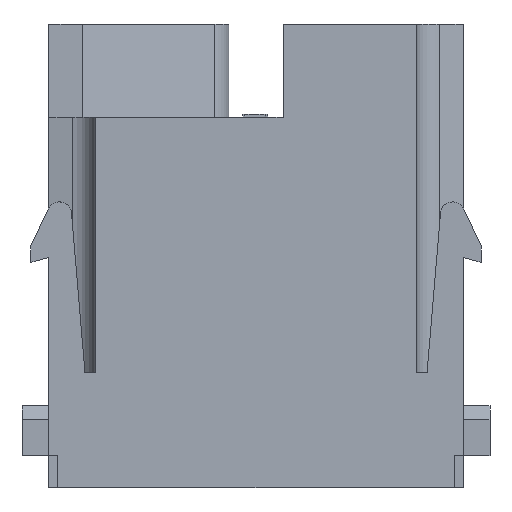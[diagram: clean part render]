
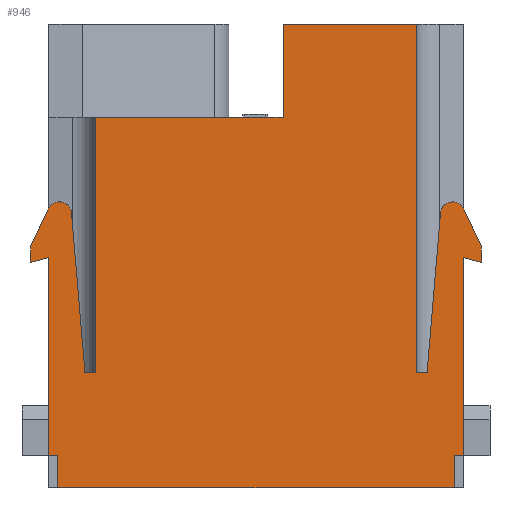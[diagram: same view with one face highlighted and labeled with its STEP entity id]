
A CAD part, left-side view. The second image highlights one B-rep face of the part: STEP entity #946.
In plain terms, the highlighted planar face has unit normal (-1, 0, 0).
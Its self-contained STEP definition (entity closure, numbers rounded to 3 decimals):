
#669=FACE_OUTER_BOUND('',#1644,.T.);
#946=ADVANCED_FACE('',(#669),#1236,.T.);
#1236=PLANE('',#6302);
#1644=EDGE_LOOP('',(#3384,#3385,#3386,#3387,#3388,#3389,#3390,#3391,#3392,
#3393,#3394,#3395,#3396,#3397,#3398,#3399,#3400,#3401,#3402,#3403,#3404,
#3405,#3406,#3407,#3408,#3409));
#1962=LINE('',#8035,#2566);
#2053=LINE('',#8449,#2657);
#2086=LINE('',#8663,#2690);
#2097=LINE('',#8685,#2701);
#2098=LINE('',#8688,#2702);
#2099=LINE('',#8690,#2703);
#2100=LINE('',#8692,#2704);
#2101=LINE('',#8693,#2705);
#2102=LINE('',#8695,#2706);
#2103=LINE('',#8697,#2707);
#2104=LINE('',#8703,#2708);
#2105=LINE('',#8705,#2709);
#2106=LINE('',#8707,#2710);
#2107=LINE('',#8709,#2711);
#2108=LINE('',#8711,#2712);
#2109=LINE('',#8712,#2713);
#2110=LINE('',#8714,#2714);
#2111=LINE('',#8716,#2715);
#2112=LINE('',#8722,#2716);
#2113=LINE('',#8724,#2717);
#2114=LINE('',#8726,#2718);
#2115=LINE('',#8727,#2719);
#2566=VECTOR('',#6657,1.);
#2657=VECTOR('',#6788,1.);
#2690=VECTOR('',#6839,1.);
#2701=VECTOR('',#6852,1.);
#2702=VECTOR('',#6853,1.);
#2703=VECTOR('',#6854,1.);
#2704=VECTOR('',#6855,1.);
#2705=VECTOR('',#6856,1.);
#2706=VECTOR('',#6857,1.);
#2707=VECTOR('',#6858,1.);
#2708=VECTOR('',#6863,1.);
#2709=VECTOR('',#6864,1.);
#2710=VECTOR('',#6865,1.);
#2711=VECTOR('',#6866,1.);
#2712=VECTOR('',#6867,1.);
#2713=VECTOR('',#6868,1.);
#2714=VECTOR('',#6869,1.);
#2715=VECTOR('',#6870,1.);
#2716=VECTOR('',#6875,1.);
#2717=VECTOR('',#6876,1.);
#2718=VECTOR('',#6877,1.);
#2719=VECTOR('',#6878,1.);
#3384=ORIENTED_EDGE('',*,*,#5490,.T.);
#3385=ORIENTED_EDGE('',*,*,#5491,.F.);
#3386=ORIENTED_EDGE('',*,*,#5492,.F.);
#3387=ORIENTED_EDGE('',*,*,#5493,.T.);
#3388=ORIENTED_EDGE('',*,*,#5479,.F.);
#3389=ORIENTED_EDGE('',*,*,#5494,.F.);
#3390=ORIENTED_EDGE('',*,*,#5495,.F.);
#3391=ORIENTED_EDGE('',*,*,#5496,.F.);
#3392=ORIENTED_EDGE('',*,*,#5497,.F.);
#3393=ORIENTED_EDGE('',*,*,#5498,.F.);
#3394=ORIENTED_EDGE('',*,*,#5499,.F.);
#3395=ORIENTED_EDGE('',*,*,#5500,.F.);
#3396=ORIENTED_EDGE('',*,*,#5501,.T.);
#3397=ORIENTED_EDGE('',*,*,#5502,.T.);
#3398=ORIENTED_EDGE('',*,*,#5503,.F.);
#3399=ORIENTED_EDGE('',*,*,#5421,.T.);
#3400=ORIENTED_EDGE('',*,*,#5504,.F.);
#3401=ORIENTED_EDGE('',*,*,#5505,.F.);
#3402=ORIENTED_EDGE('',*,*,#5506,.T.);
#3403=ORIENTED_EDGE('',*,*,#5507,.T.);
#3404=ORIENTED_EDGE('',*,*,#5508,.T.);
#3405=ORIENTED_EDGE('',*,*,#5509,.T.);
#3406=ORIENTED_EDGE('',*,*,#5510,.T.);
#3407=ORIENTED_EDGE('',*,*,#5511,.T.);
#3408=ORIENTED_EDGE('',*,*,#5297,.T.);
#3409=ORIENTED_EDGE('',*,*,#5512,.F.);
#4767=VERTEX_POINT('',#8034);
#4768=VERTEX_POINT('',#8036);
#4889=VERTEX_POINT('',#8448);
#4890=VERTEX_POINT('',#8450);
#4945=VERTEX_POINT('',#8662);
#4946=VERTEX_POINT('',#8664);
#4956=VERTEX_POINT('',#8686);
#4957=VERTEX_POINT('',#8687);
#4958=VERTEX_POINT('',#8689);
#4959=VERTEX_POINT('',#8691);
#4960=VERTEX_POINT('',#8694);
#4961=VERTEX_POINT('',#8696);
#4962=VERTEX_POINT('',#8698);
#4963=VERTEX_POINT('',#8700);
#4964=VERTEX_POINT('',#8702);
#4965=VERTEX_POINT('',#8704);
#4966=VERTEX_POINT('',#8706);
#4967=VERTEX_POINT('',#8708);
#4968=VERTEX_POINT('',#8710);
#4969=VERTEX_POINT('',#8713);
#4970=VERTEX_POINT('',#8715);
#4971=VERTEX_POINT('',#8717);
#4972=VERTEX_POINT('',#8719);
#4973=VERTEX_POINT('',#8721);
#4974=VERTEX_POINT('',#8723);
#4975=VERTEX_POINT('',#8725);
#5297=EDGE_CURVE('',#4768,#4767,#1962,.T.);
#5421=EDGE_CURVE('',#4890,#4889,#2053,.T.);
#5479=EDGE_CURVE('',#4945,#4946,#2086,.T.);
#5490=EDGE_CURVE('',#4956,#4957,#2097,.T.);
#5491=EDGE_CURVE('',#4958,#4957,#2098,.T.);
#5492=EDGE_CURVE('',#4959,#4958,#2099,.T.);
#5493=EDGE_CURVE('',#4959,#4946,#2100,.T.);
#5494=EDGE_CURVE('',#4960,#4945,#2101,.T.);
#5495=EDGE_CURVE('',#4961,#4960,#2102,.T.);
#5496=EDGE_CURVE('',#4962,#4961,#2103,.T.);
#5497=EDGE_CURVE('',#4963,#4962,#6092,.T.);
#5498=EDGE_CURVE('',#4964,#4963,#6093,.T.);
#5499=EDGE_CURVE('',#4965,#4964,#2104,.T.);
#5500=EDGE_CURVE('',#4966,#4965,#2105,.T.);
#5501=EDGE_CURVE('',#4966,#4967,#2106,.T.);
#5502=EDGE_CURVE('',#4967,#4968,#2107,.T.);
#5503=EDGE_CURVE('',#4890,#4968,#2108,.T.);
#5504=EDGE_CURVE('',#4969,#4889,#2109,.T.);
#5505=EDGE_CURVE('',#4970,#4969,#2110,.T.);
#5506=EDGE_CURVE('',#4970,#4971,#2111,.T.);
#5507=EDGE_CURVE('',#4971,#4972,#6094,.T.);
#5508=EDGE_CURVE('',#4972,#4973,#6095,.T.);
#5509=EDGE_CURVE('',#4973,#4974,#2112,.T.);
#5510=EDGE_CURVE('',#4974,#4975,#2113,.T.);
#5511=EDGE_CURVE('',#4975,#4768,#2114,.T.);
#5512=EDGE_CURVE('',#4956,#4767,#2115,.T.);
#6092=CIRCLE('',#6298,0.9);
#6093=CIRCLE('',#6299,0.9);
#6094=CIRCLE('',#6300,0.9);
#6095=CIRCLE('',#6301,0.9);
#6298=AXIS2_PLACEMENT_3D('',#8699,#6859,#6860);
#6299=AXIS2_PLACEMENT_3D('',#8701,#6861,#6862);
#6300=AXIS2_PLACEMENT_3D('',#8718,#6871,#6872);
#6301=AXIS2_PLACEMENT_3D('',#8720,#6873,#6874);
#6302=AXIS2_PLACEMENT_3D('',#8728,#6879,#6880);
#6657=DIRECTION('',(0.,0.,-1.));
#6788=DIRECTION('',(0.,1.,0.));
#6839=DIRECTION('',(0.,0.,-1.));
#6852=DIRECTION('',(0.,0.,-1.));
#6853=DIRECTION('',(0.,1.,0.));
#6854=DIRECTION('',(0.,0.,-1.));
#6855=DIRECTION('',(0.,-1.,0.));
#6856=DIRECTION('',(0.,0.966,0.259));
#6857=DIRECTION('',(0.,0.,-1.));
#6858=DIRECTION('',(0.,-0.423,-0.906));
#6859=DIRECTION('',(1.,0.,0.));
#6860=DIRECTION('',(0.,1.,0.));
#6861=DIRECTION('',(1.,0.,0.));
#6862=DIRECTION('',(0.,1.,0.));
#6863=DIRECTION('',(0.,-0.084,0.996));
#6864=DIRECTION('',(0.,-1.,0.));
#6865=DIRECTION('',(0.,0.,1.));
#6866=DIRECTION('',(0.,1.,0.));
#6867=DIRECTION('',(0.,0.,1.));
#6868=DIRECTION('',(0.,0.,1.));
#6869=DIRECTION('',(0.,-1.,0.));
#6870=DIRECTION('',(0.,0.084,0.996));
#6871=DIRECTION('',(-1.,0.,0.));
#6872=DIRECTION('',(0.,-1.,0.));
#6873=DIRECTION('',(-1.,0.,0.));
#6874=DIRECTION('',(0.,-1.,0.));
#6875=DIRECTION('',(0.,0.423,-0.906));
#6876=DIRECTION('',(0.,0.,-1.));
#6877=DIRECTION('',(0.,-0.966,0.259));
#6878=DIRECTION('',(0.,1.,0.));
#6879=DIRECTION('',(-1.,0.,0.));
#6880=DIRECTION('',(0.,0.,1.));
#8034=CARTESIAN_POINT('',(-7.338,15.15,-15.3));
#8035=CARTESIAN_POINT('',(-7.338,15.15,9.45));
#8036=CARTESIAN_POINT('',(-7.338,15.15,-0.814));
#8448=CARTESIAN_POINT('',(-7.338,11.75,9.45));
#8449=CARTESIAN_POINT('',(-7.338,-15.15,9.45));
#8450=CARTESIAN_POINT('',(-7.338,-1.975,9.45));
#8662=CARTESIAN_POINT('',(-7.338,-15.15,-0.814));
#8663=CARTESIAN_POINT('',(-7.338,-15.15,9.45));
#8664=CARTESIAN_POINT('',(-7.338,-15.15,-15.3));
#8685=CARTESIAN_POINT('',(-7.338,14.475,-15.3));
#8686=CARTESIAN_POINT('',(-7.338,14.475,-15.3));
#8687=CARTESIAN_POINT('',(-7.338,14.475,-17.65));
#8688=CARTESIAN_POINT('',(-7.338,-15.15,-17.65));
#8689=CARTESIAN_POINT('',(-7.338,-14.475,-17.65));
#8690=CARTESIAN_POINT('',(-7.338,-14.475,-15.3));
#8691=CARTESIAN_POINT('',(-7.338,-14.475,-15.3));
#8692=CARTESIAN_POINT('',(-7.338,-14.475,-15.3));
#8693=CARTESIAN_POINT('',(-7.338,-16.45,-1.162));
#8694=CARTESIAN_POINT('',(-7.338,-16.45,-1.162));
#8695=CARTESIAN_POINT('',(-7.338,-16.45,0.038));
#8696=CARTESIAN_POINT('',(-7.338,-16.45,0.038));
#8697=CARTESIAN_POINT('',(-7.338,-15.195,2.73));
#8698=CARTESIAN_POINT('',(-7.338,-15.195,2.73));
#8699=CARTESIAN_POINT('',(-7.338,-14.379,2.35));
#8700=CARTESIAN_POINT('',(-7.338,-14.378,3.25));
#8701=CARTESIAN_POINT('',(-7.338,-14.377,2.35));
#8702=CARTESIAN_POINT('',(-7.338,-13.48,2.425));
#8703=CARTESIAN_POINT('',(-7.338,-12.5,-9.25));
#8704=CARTESIAN_POINT('',(-7.338,-12.5,-9.25));
#8705=CARTESIAN_POINT('',(-7.338,-11.75,-9.25));
#8706=CARTESIAN_POINT('',(-7.338,-11.75,-9.25));
#8707=CARTESIAN_POINT('',(-7.338,-11.75,-9.25));
#8708=CARTESIAN_POINT('',(-7.338,-11.75,16.25));
#8709=CARTESIAN_POINT('',(-7.338,-15.15,16.25));
#8710=CARTESIAN_POINT('',(-7.338,-1.975,16.25));
#8711=CARTESIAN_POINT('',(-7.338,-1.975,16.25));
#8712=CARTESIAN_POINT('',(-7.338,11.75,-9.25));
#8713=CARTESIAN_POINT('',(-7.338,11.75,-9.25));
#8714=CARTESIAN_POINT('',(-7.338,15.15,-9.25));
#8715=CARTESIAN_POINT('',(-7.338,12.5,-9.25));
#8716=CARTESIAN_POINT('',(-7.338,12.5,-9.25));
#8717=CARTESIAN_POINT('',(-7.338,13.48,2.425));
#8718=CARTESIAN_POINT('',(-7.338,14.377,2.35));
#8719=CARTESIAN_POINT('',(-7.338,14.378,3.25));
#8720=CARTESIAN_POINT('',(-7.338,14.379,2.35));
#8721=CARTESIAN_POINT('',(-7.338,15.195,2.73));
#8722=CARTESIAN_POINT('',(-7.338,15.195,2.73));
#8723=CARTESIAN_POINT('',(-7.338,16.45,0.038));
#8724=CARTESIAN_POINT('',(-7.338,16.45,0.038));
#8725=CARTESIAN_POINT('',(-7.338,16.45,-1.162));
#8726=CARTESIAN_POINT('',(-7.338,16.45,-1.162));
#8727=CARTESIAN_POINT('',(-7.338,14.475,-15.3));
#8728=CARTESIAN_POINT('',(-7.338,-15.15,9.45));
